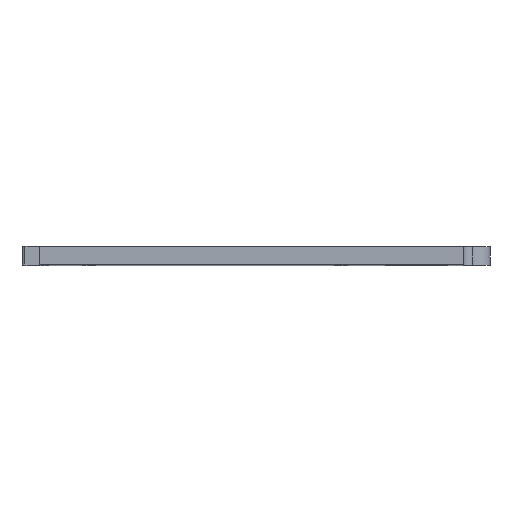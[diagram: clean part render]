
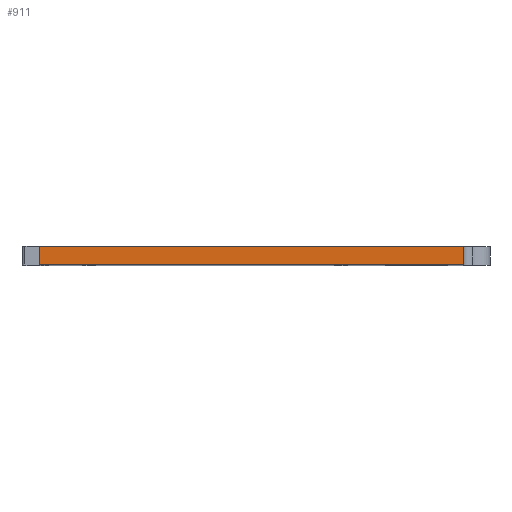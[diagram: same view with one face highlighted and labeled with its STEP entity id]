
A CAD part, top view. The second image highlights one B-rep face of the part: STEP entity #911.
In plain terms, the highlighted planar face has unit normal (0, 0, 1).
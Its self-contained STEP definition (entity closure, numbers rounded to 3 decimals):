
#179=VERTEX_POINT('',#1269);
#180=VERTEX_POINT('',#1271);
#219=VERTEX_POINT('',#1362);
#223=VERTEX_POINT('',#1380);
#262=VECTOR('',#1050,1.);
#291=VECTOR('',#1121,1.);
#299=VECTOR('',#1134,1.);
#300=VECTOR('',#1135,1.);
#342=LINE('',#1270,#262);
#371=LINE('',#1363,#291);
#379=LINE('',#1379,#299);
#380=LINE('',#1381,#300);
#430=EDGE_CURVE('',#179,#180,#342,.T.);
#480=EDGE_CURVE('',#179,#219,#371,.T.);
#488=EDGE_CURVE('',#219,#223,#379,.T.);
#489=EDGE_CURVE('',#223,#180,#380,.T.);
#651=ORIENTED_EDGE('',*,*,#480,.T.);
#652=ORIENTED_EDGE('',*,*,#488,.T.);
#653=ORIENTED_EDGE('',*,*,#489,.T.);
#654=ORIENTED_EDGE('',*,*,#430,.F.);
#805=EDGE_LOOP('',(#651,#652,#653,#654));
#861=FACE_BOUND('',#805,.T.);
#911=ADVANCED_FACE('',(#861),#1460,.T.);
#975=AXIS2_PLACEMENT_3D('',#1378,#1133,$);
#1050=DIRECTION('',(1.,0.,0.));
#1121=DIRECTION('',(0.,-1.,0.));
#1133=DIRECTION('',(0.,0.,1.));
#1134=DIRECTION('',(1.,0.,0.));
#1135=DIRECTION('',(0.,1.,0.));
#1269=CARTESIAN_POINT('',(-36.25,3.175,32.25));
#1270=CARTESIAN_POINT('',(-36.25,3.175,32.25));
#1271=CARTESIAN_POINT('',(36.25,3.175,32.25));
#1362=CARTESIAN_POINT('',(-36.25,0.,32.25));
#1363=CARTESIAN_POINT('',(-36.25,3.175,32.25));
#1378=CARTESIAN_POINT('',(-37.75,0.,32.25));
#1379=CARTESIAN_POINT('',(-36.25,0.,32.25));
#1380=CARTESIAN_POINT('',(36.25,0.,32.25));
#1381=CARTESIAN_POINT('',(36.25,0.,32.25));
#1460=PLANE('',#975);
